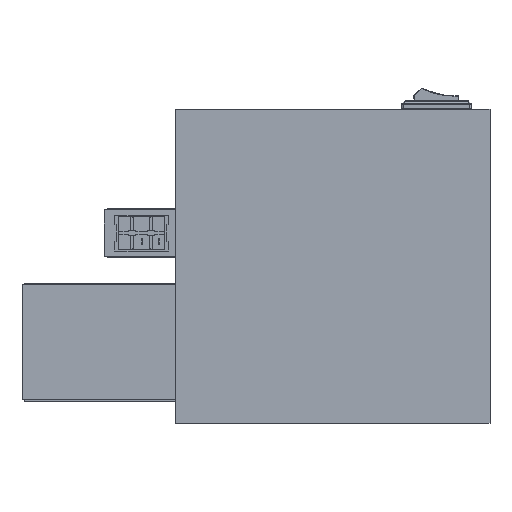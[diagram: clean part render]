
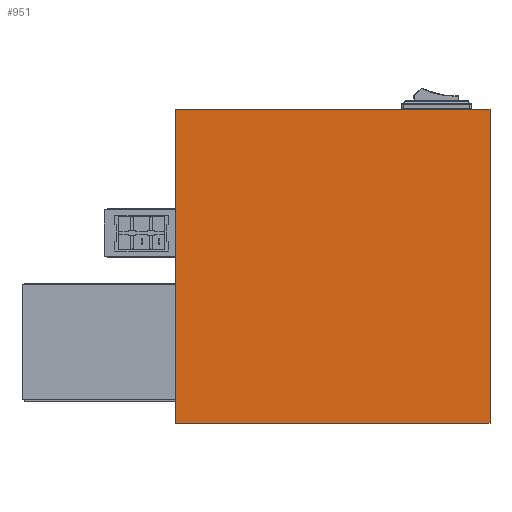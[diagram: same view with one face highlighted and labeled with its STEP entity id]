
A CAD part, front view. The second image highlights one B-rep face of the part: STEP entity #951.
In plain terms, the highlighted free-form (B-spline) face has degree [1, 1] with [2, 2] control points.
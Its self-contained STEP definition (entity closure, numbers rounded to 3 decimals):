
#797 = EDGE_CURVE('',#798,#800,#802,.T.);
#798 = VERTEX_POINT('',#799);
#799 = CARTESIAN_POINT('',(64.481,-15.845,56.279
    ));
#800 = VERTEX_POINT('',#801);
#801 = CARTESIAN_POINT('',(64.481,-15.845,
    -41.726));
#802 = B_SPLINE_CURVE_WITH_KNOTS('',1,(#803,#804),.UNSPECIFIED.,.F.,.F.,
  (2,2),(-109.8,1.8),.PIECEWISE_BEZIER_KNOTS.);
#803 = CARTESIAN_POINT('',(64.481,-15.845,56.279
    ));
#804 = CARTESIAN_POINT('',(64.481,-15.845,
    -41.726));
#825 = EDGE_CURVE('',#800,#826,#828,.T.);
#826 = VERTEX_POINT('',#827);
#827 = CARTESIAN_POINT('',(-33.524,-15.845,
    -41.726));
#828 = B_SPLINE_CURVE_WITH_KNOTS('',1,(#829,#830),.UNSPECIFIED.,.F.,.F.,
  (2,2),(-109.8,1.8),.PIECEWISE_BEZIER_KNOTS.);
#829 = CARTESIAN_POINT('',(64.481,-15.845,
    -41.726));
#830 = CARTESIAN_POINT('',(-33.524,-15.845,
    -41.726));
#889 = EDGE_CURVE('',#826,#890,#892,.T.);
#890 = VERTEX_POINT('',#891);
#891 = CARTESIAN_POINT('',(-33.524,-15.845,56.279
    ));
#892 = B_SPLINE_CURVE_WITH_KNOTS('',1,(#893,#894),.UNSPECIFIED.,.F.,.F.,
  (2,2),(-1.8,109.8),.PIECEWISE_BEZIER_KNOTS.);
#893 = CARTESIAN_POINT('',(-33.524,-15.845,
    -41.726));
#894 = CARTESIAN_POINT('',(-33.524,-15.845,56.279
    ));
#939 = EDGE_CURVE('',#890,#798,#940,.T.);
#940 = B_SPLINE_CURVE_WITH_KNOTS('',1,(#941,#942),.UNSPECIFIED.,.F.,.F.,
  (2,2),(-1.8,109.8),.PIECEWISE_BEZIER_KNOTS.);
#941 = CARTESIAN_POINT('',(-33.524,-15.845,56.279
    ));
#942 = CARTESIAN_POINT('',(64.481,-15.845,56.279
    ));
#951 = ADVANCED_FACE('',(#952),#958,.F.);
#952 = FACE_BOUND('',#953,.T.);
#953 = EDGE_LOOP('',(#954,#955,#956,#957));
#954 = ORIENTED_EDGE('',*,*,#797,.F.);
#955 = ORIENTED_EDGE('',*,*,#939,.F.);
#956 = ORIENTED_EDGE('',*,*,#889,.F.);
#957 = ORIENTED_EDGE('',*,*,#825,.F.);
#958 = B_SPLINE_SURFACE_WITH_KNOTS('',1,1,(
    (#959,#960)
    ,(#961,#962
    )),.UNSPECIFIED.,.F.,.F.,.F.,(2,2),(2,2),(-55.8,55.8),(-55.8,55.8),
  .PIECEWISE_BEZIER_KNOTS.);
#959 = CARTESIAN_POINT('',(-33.524,-15.845,
    -41.726));
#960 = CARTESIAN_POINT('',(64.481,-15.845,
    -41.726));
#961 = CARTESIAN_POINT('',(-33.524,-15.845,56.279
    ));
#962 = CARTESIAN_POINT('',(64.481,-15.845,56.279
    ));
